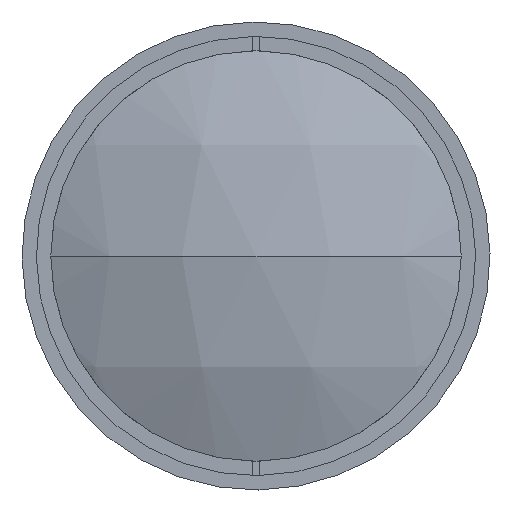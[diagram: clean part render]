
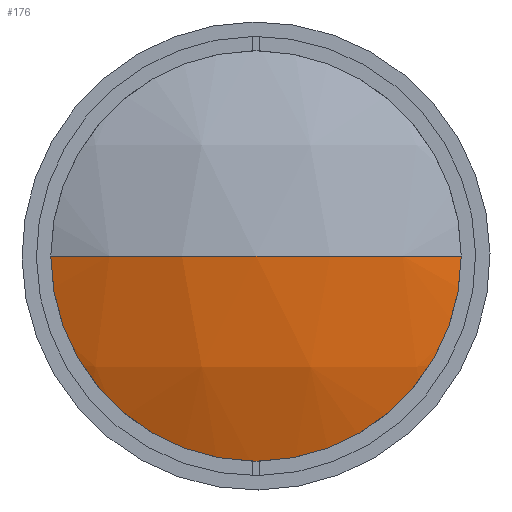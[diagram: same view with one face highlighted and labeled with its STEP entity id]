
A CAD part, left-side view. The second image highlights one B-rep face of the part: STEP entity #176.
In plain terms, the highlighted spherical face has radius 71.2 mm.
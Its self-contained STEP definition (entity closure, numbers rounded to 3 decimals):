
#176 = ADVANCED_FACE ( 'NONE', ( #1306 ), #2482, .T. ) ;
#212 = AXIS2_PLACEMENT_3D ( 'NONE', #236, #625, #1097 ) ;
#222 = DIRECTION ( 'NONE',  ( -1., 0., 0. ) ) ;
#236 = CARTESIAN_POINT ( 'NONE',  ( 71.2, 0., 0. ) ) ;
#272 = ORIENTED_EDGE ( 'NONE', *, *, #1961, .F. ) ;
#308 = CARTESIAN_POINT ( 'NONE',  ( 0., 0., 0. ) ) ;
#407 = ORIENTED_EDGE ( 'NONE', *, *, #1399, .T. ) ;
#498 = ORIENTED_EDGE ( 'NONE', *, *, #1215, .T. ) ;
#595 = CIRCLE ( 'NONE', #1113, 71.2 ) ;
#625 = DIRECTION ( 'NONE',  ( 0., 0., 1. ) ) ;
#857 = AXIS2_PLACEMENT_3D ( 'NONE', #1352, #222, #1992 ) ;
#933 = CIRCLE ( 'NONE', #212, 71.2 ) ;
#1069 = VERTEX_POINT ( 'NONE', #1460 ) ;
#1097 = DIRECTION ( 'NONE',  ( 1., 0., 0. ) ) ;
#1113 = AXIS2_PLACEMENT_3D ( 'NONE', #2200, #2454, #2152 ) ;
#1170 = VERTEX_POINT ( 'NONE', #308 ) ;
#1215 = EDGE_CURVE ( 'NONE', #1690, #1170, #595, .T. ) ;
#1273 = CARTESIAN_POINT ( 'NONE',  ( 6.629, -30., 0. ) ) ;
#1306 = FACE_OUTER_BOUND ( 'NONE', #2044, .T. ) ;
#1352 = CARTESIAN_POINT ( 'NONE',  ( 6.629, 0., 0. ) ) ;
#1367 = CIRCLE ( 'NONE', #857, 30. ) ;
#1399 = EDGE_CURVE ( 'NONE', #1069, #1690, #1367, .T. ) ;
#1460 = CARTESIAN_POINT ( 'NONE',  ( 6.629, 30., 0. ) ) ;
#1690 = VERTEX_POINT ( 'NONE', #1273 ) ;
#1787 = CARTESIAN_POINT ( 'NONE',  ( 71.2, 0., 0. ) ) ;
#1873 = AXIS2_PLACEMENT_3D ( 'NONE', #1787, #2340, #2452 ) ;
#1961 = EDGE_CURVE ( 'NONE', #1069, #1170, #933, .T. ) ;
#1992 = DIRECTION ( 'NONE',  ( 0., 0., 1. ) ) ;
#2044 = EDGE_LOOP ( 'NONE', ( #407, #498, #272 ) ) ;
#2152 = DIRECTION ( 'NONE',  ( 0., 1., 0. ) ) ;
#2200 = CARTESIAN_POINT ( 'NONE',  ( 71.2, 0., 0. ) ) ;
#2340 = DIRECTION ( 'NONE',  ( 0., 0., -1. ) ) ;
#2452 = DIRECTION ( 'NONE',  ( 0., 1., 0. ) ) ;
#2454 = DIRECTION ( 'NONE',  ( 0., 0., -1. ) ) ;
#2482 = SPHERICAL_SURFACE ( 'NONE', #1873, 71.2 ) ;
